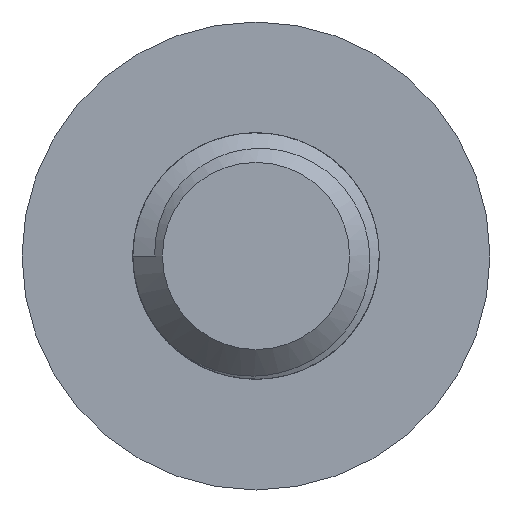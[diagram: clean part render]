
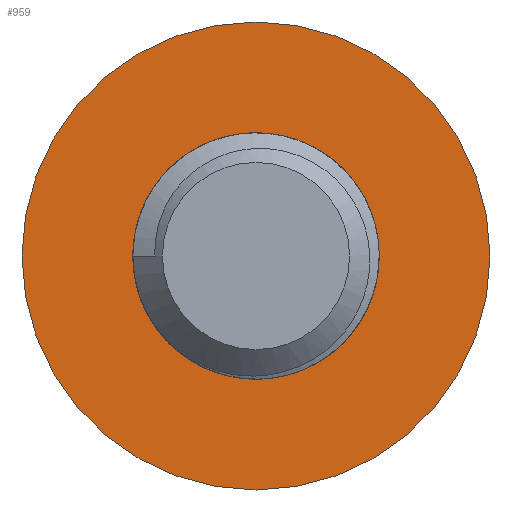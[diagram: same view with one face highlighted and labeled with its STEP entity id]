
A CAD part, left-side view. The second image highlights one B-rep face of the part: STEP entity #959.
In plain terms, the highlighted face is planar.
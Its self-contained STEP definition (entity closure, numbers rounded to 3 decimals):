
#23=PLANE('',#1045);
#35=FACE_BOUND('',#189,.T.);
#75=CIRCLE('',#1010,2.5);
#76=CIRCLE('',#1013,2.5);
#79=CIRCLE('',#1031,4.75);
#88=CIRCLE('',#1046,2.5);
#128=FACE_OUTER_BOUND('',#188,.T.);
#188=EDGE_LOOP('',(#749));
#189=EDGE_LOOP('',(#750,#751,#752));
#396=VERTEX_POINT('',#1863);
#397=VERTEX_POINT('',#1865);
#404=VERTEX_POINT('',#1929);
#434=VERTEX_POINT('',#2957);
#502=EDGE_CURVE('',#396,#397,#75,.T.);
#510=EDGE_CURVE('',#397,#404,#76,.T.);
#555=EDGE_CURVE('',#434,#434,#79,.T.);
#569=EDGE_CURVE('',#404,#396,#88,.T.);
#749=ORIENTED_EDGE('',*,*,#555,.F.);
#750=ORIENTED_EDGE('',*,*,#510,.F.);
#751=ORIENTED_EDGE('',*,*,#502,.F.);
#752=ORIENTED_EDGE('',*,*,#569,.F.);
#959=ADVANCED_FACE('',(#128,#35),#23,.F.);
#1010=AXIS2_PLACEMENT_3D('',#1866,#1120,#1121);
#1013=AXIS2_PLACEMENT_3D('',#1930,#1129,#1130);
#1031=AXIS2_PLACEMENT_3D('',#2959,#1179,#1180);
#1045=AXIS2_PLACEMENT_3D('',#3060,#1209,#1210);
#1046=AXIS2_PLACEMENT_3D('',#3061,#1211,#1212);
#1120=DIRECTION('center_axis',(0.,0.,-1.));
#1121=DIRECTION('ref_axis',(1.,0.,0.));
#1129=DIRECTION('center_axis',(0.,0.,-1.));
#1130=DIRECTION('ref_axis',(1.,0.,0.));
#1179=DIRECTION('center_axis',(0.,0.,1.));
#1180=DIRECTION('ref_axis',(1.,0.,0.));
#1209=DIRECTION('center_axis',(0.,0.,1.));
#1210=DIRECTION('ref_axis',(1.,0.,0.));
#1211=DIRECTION('center_axis',(0.,0.,-1.));
#1212=DIRECTION('ref_axis',(1.,0.,0.));
#1863=CARTESIAN_POINT('',(0.,-2.5,-2.75));
#1865=CARTESIAN_POINT('',(-2.5,0.,-2.75));
#1866=CARTESIAN_POINT('Origin',(0.,0.,-2.75));
#1929=CARTESIAN_POINT('',(-1.768,1.768,-2.75));
#1930=CARTESIAN_POINT('Origin',(0.,0.,-2.75));
#2957=CARTESIAN_POINT('',(-4.75,0.,-2.75));
#2959=CARTESIAN_POINT('Origin',(0.,0.,-2.75));
#3060=CARTESIAN_POINT('Origin',(0.,-4.75,-2.75));
#3061=CARTESIAN_POINT('Origin',(0.,0.,-2.75));
